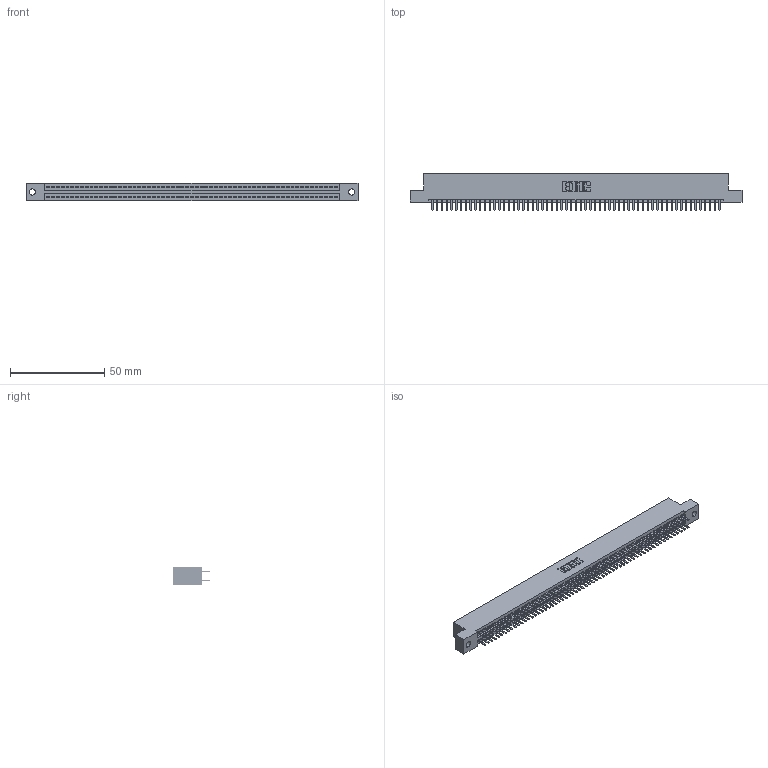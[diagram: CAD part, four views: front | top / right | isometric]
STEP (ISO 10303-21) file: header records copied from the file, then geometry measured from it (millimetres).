
FILE_DESCRIPTION (( 'STEP AP203' ), '1' );
FILE_NAME ('395-122-520-202.STEP', '2018-12-03T16:28:49', ( '' ), ( '' ), 'SwSTEP 2.0', 'SolidWorks 2016', '' );
FILE_SCHEMA (( 'CONFIG_CONTROL_DESIGN' ));
Length unit declared in the file: inch
Products named in the file (3): 345 Part_Flush Mounting Lugs - 0.128 Dia; 345-292-001_345-293-120; 395-122-520-202
Assembly tree (123 placements, depth 2):
  395-122-520-202
    345 Part_Flush Mounting Lugs - 0.128 Dia
    345-292-001_345-293-120  x122
Bounding box: 176.15 x 19.68 x 9.4 mm (x, y, z)
Volume: 17197.3 mm3; surface area: 25401.8 mm2
Topology: 123 solids, 123 shells, 6714 faces, 19495 edges, 12670 vertices
Faces by surface type: plane 4350, cylinder 2364
Entity records: 45421 total; most frequent: CARTESIAN_POINT 7608, ORIENTED_EDGE 7530, DIRECTION 6673, EDGE_CURVE 3765, LINE 3385, VECTOR 3385, VERTEX_POINT 2506, AXIS2_PLACEMENT_3D 1644
